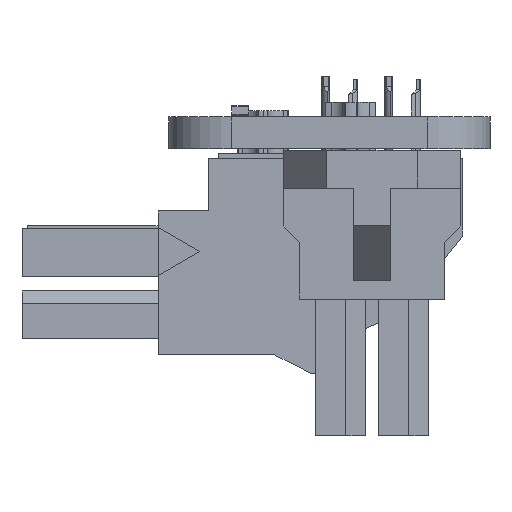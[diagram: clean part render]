
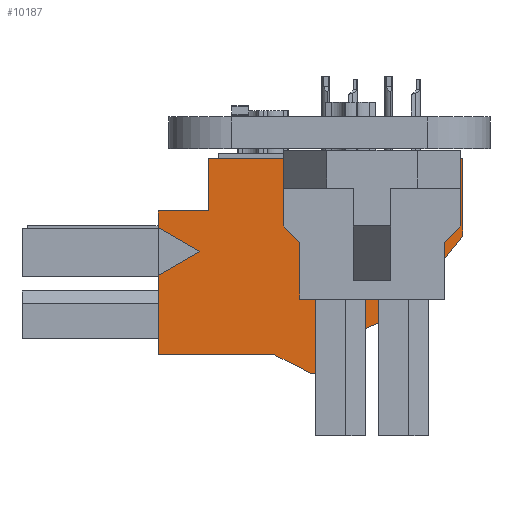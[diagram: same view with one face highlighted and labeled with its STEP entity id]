
A CAD part, left-side view. The second image highlights one B-rep face of the part: STEP entity #10187.
In plain terms, the highlighted planar face has unit normal (-1, 0, 0).
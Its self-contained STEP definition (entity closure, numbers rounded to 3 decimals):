
#10187 = ADVANCED_FACE('',(#10188),#10310,.F.);
#10188 = FACE_BOUND('',#10189,.T.);
#10189 = EDGE_LOOP('',(#10190,#10200,#10208,#10216,#10224,#10232,#10240,
    #10248,#10256,#10264,#10272,#10280,#10288,#10296,#10304));
#10190 = ORIENTED_EDGE('',*,*,#10191,.F.);
#10191 = EDGE_CURVE('',#10192,#10194,#10196,.T.);
#10192 = VERTEX_POINT('',#10193);
#10193 = CARTESIAN_POINT('',(-4.851,4.242,0.));
#10194 = VERTEX_POINT('',#10195);
#10195 = CARTESIAN_POINT('',(-4.851,0.457,0.));
#10196 = LINE('',#10197,#10198);
#10197 = CARTESIAN_POINT('',(-4.851,4.242,0.));
#10198 = VECTOR('',#10199,1.);
#10199 = DIRECTION('',(0.,-1.,0.));
#10200 = ORIENTED_EDGE('',*,*,#10201,.F.);
#10201 = EDGE_CURVE('',#10202,#10192,#10204,.T.);
#10202 = VERTEX_POINT('',#10203);
#10203 = CARTESIAN_POINT('',(-4.851,4.242,-5.563));
#10204 = LINE('',#10205,#10206);
#10205 = CARTESIAN_POINT('',(-4.851,4.242,-5.563));
#10206 = VECTOR('',#10207,1.);
#10207 = DIRECTION('',(0.,0.,1.));
#10208 = ORIENTED_EDGE('',*,*,#10209,.F.);
#10209 = EDGE_CURVE('',#10210,#10202,#10212,.T.);
#10210 = VERTEX_POINT('',#10211);
#10211 = CARTESIAN_POINT('',(-4.851,5.131,-7.315));
#10212 = LINE('',#10213,#10214);
#10213 = CARTESIAN_POINT('',(-4.851,5.131,-7.315));
#10214 = VECTOR('',#10215,1.);
#10215 = DIRECTION('',(0.,-0.452,0.892));
#10216 = ORIENTED_EDGE('',*,*,#10217,.F.);
#10217 = EDGE_CURVE('',#10218,#10210,#10220,.T.);
#10218 = VERTEX_POINT('',#10219);
#10219 = CARTESIAN_POINT('',(-4.851,5.131,-8.585));
#10220 = LINE('',#10221,#10222);
#10221 = CARTESIAN_POINT('',(-4.851,5.131,-8.585));
#10222 = VECTOR('',#10223,1.);
#10223 = DIRECTION('',(0.,0.,1.));
#10224 = ORIENTED_EDGE('',*,*,#10225,.F.);
#10225 = EDGE_CURVE('',#10226,#10218,#10228,.T.);
#10226 = VERTEX_POINT('',#10227);
#10227 = CARTESIAN_POINT('',(-4.851,3.607,-8.585));
#10228 = LINE('',#10229,#10230);
#10229 = CARTESIAN_POINT('',(-4.851,3.607,-8.585));
#10230 = VECTOR('',#10231,1.);
#10231 = DIRECTION('',(0.,1.,0.));
#10232 = ORIENTED_EDGE('',*,*,#10233,.F.);
#10233 = EDGE_CURVE('',#10234,#10226,#10236,.T.);
#10234 = VERTEX_POINT('',#10235);
#10235 = CARTESIAN_POINT('',(-4.851,1.575,-12.878));
#10236 = LINE('',#10237,#10238);
#10237 = CARTESIAN_POINT('',(-4.851,1.575,-12.878));
#10238 = VECTOR('',#10239,1.);
#10239 = DIRECTION('',(0.,0.428,0.904));
#10240 = ORIENTED_EDGE('',*,*,#10241,.F.);
#10241 = EDGE_CURVE('',#10242,#10234,#10244,.T.);
#10242 = VERTEX_POINT('',#10243);
#10243 = CARTESIAN_POINT('',(-4.851,0.61,-12.878));
#10244 = LINE('',#10245,#10246);
#10245 = CARTESIAN_POINT('',(-4.851,0.61,-12.878));
#10246 = VECTOR('',#10247,1.);
#10247 = DIRECTION('',(0.,1.,0.));
#10248 = ORIENTED_EDGE('',*,*,#10249,.F.);
#10249 = EDGE_CURVE('',#10250,#10242,#10252,.T.);
#10250 = VERTEX_POINT('',#10251);
#10251 = CARTESIAN_POINT('',(-4.851,-1.422,-14.503));
#10252 = LINE('',#10253,#10254);
#10253 = CARTESIAN_POINT('',(-4.851,-1.422,-14.503));
#10254 = VECTOR('',#10255,1.);
#10255 = DIRECTION('',(0.,0.781,0.625));
#10256 = ORIENTED_EDGE('',*,*,#10257,.F.);
#10257 = EDGE_CURVE('',#10258,#10250,#10260,.T.);
#10258 = VERTEX_POINT('',#10259);
#10259 = CARTESIAN_POINT('',(-4.851,-5.105,-14.503));
#10260 = LINE('',#10261,#10262);
#10261 = CARTESIAN_POINT('',(-4.851,-5.105,-14.503));
#10262 = VECTOR('',#10263,1.);
#10263 = DIRECTION('',(0.,1.,0.));
#10264 = ORIENTED_EDGE('',*,*,#10265,.F.);
#10265 = EDGE_CURVE('',#10266,#10258,#10268,.T.);
#10266 = VERTEX_POINT('',#10267);
#10267 = CARTESIAN_POINT('',(-4.851,-5.105,-2.388));
#10268 = LINE('',#10269,#10270);
#10269 = CARTESIAN_POINT('',(-4.851,-5.105,-2.388));
#10270 = VECTOR('',#10271,1.);
#10271 = DIRECTION('',(0.,0.,-1.));
#10272 = ORIENTED_EDGE('',*,*,#10273,.F.);
#10273 = EDGE_CURVE('',#10274,#10266,#10276,.T.);
#10274 = VERTEX_POINT('',#10275);
#10275 = CARTESIAN_POINT('',(-4.851,-2.616,-2.388));
#10276 = LINE('',#10277,#10278);
#10277 = CARTESIAN_POINT('',(-4.851,-2.616,-2.388));
#10278 = VECTOR('',#10279,1.);
#10279 = DIRECTION('',(0.,-1.,0.));
#10280 = ORIENTED_EDGE('',*,*,#10281,.F.);
#10281 = EDGE_CURVE('',#10282,#10274,#10284,.T.);
#10282 = VERTEX_POINT('',#10283);
#10283 = CARTESIAN_POINT('',(-4.851,-2.616,0.));
#10284 = LINE('',#10285,#10286);
#10285 = CARTESIAN_POINT('',(-4.851,-2.616,0.));
#10286 = VECTOR('',#10287,1.);
#10287 = DIRECTION('',(0.,0.,-1.));
#10288 = ORIENTED_EDGE('',*,*,#10289,.F.);
#10289 = EDGE_CURVE('',#10290,#10282,#10292,.T.);
#10290 = VERTEX_POINT('',#10291);
#10291 = CARTESIAN_POINT('',(-4.851,-1.829,0.));
#10292 = LINE('',#10293,#10294);
#10293 = CARTESIAN_POINT('',(-4.851,-1.829,0.));
#10294 = VECTOR('',#10295,1.);
#10295 = DIRECTION('',(0.,-1.,0.));
#10296 = ORIENTED_EDGE('',*,*,#10297,.F.);
#10297 = EDGE_CURVE('',#10298,#10290,#10300,.T.);
#10298 = VERTEX_POINT('',#10299);
#10299 = CARTESIAN_POINT('',(-4.851,-0.686,-1.98));
#10300 = LINE('',#10301,#10302);
#10301 = CARTESIAN_POINT('',(-4.851,-0.686,-1.98));
#10302 = VECTOR('',#10303,1.);
#10303 = DIRECTION('',(0.,-0.5,0.866));
#10304 = ORIENTED_EDGE('',*,*,#10305,.F.);
#10305 = EDGE_CURVE('',#10194,#10298,#10306,.T.);
#10306 = LINE('',#10307,#10308);
#10307 = CARTESIAN_POINT('',(-4.851,0.457,0.));
#10308 = VECTOR('',#10309,1.);
#10309 = DIRECTION('',(0.,-0.5,-0.866));
#10310 = PLANE('',#10311);
#10311 = AXIS2_PLACEMENT_3D('',#10312,#10313,#10314);
#10312 = CARTESIAN_POINT('',(-4.851,0.,0.));
#10313 = DIRECTION('',(1.,0.,0.));
#10314 = DIRECTION('',(-0.,1.,0.));
